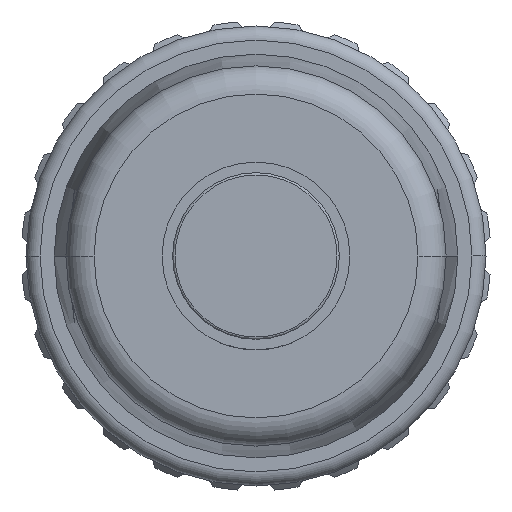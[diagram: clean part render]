
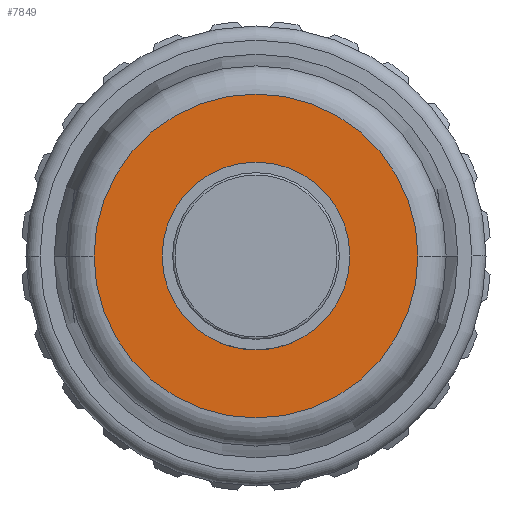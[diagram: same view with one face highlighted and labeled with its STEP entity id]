
A CAD part, front view. The second image highlights one B-rep face of the part: STEP entity #7849.
In plain terms, the highlighted planar face has unit normal (0, -1, 0).
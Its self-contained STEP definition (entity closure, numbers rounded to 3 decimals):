
#363=CARTESIAN_POINT('',(0.,60.,0.));
#364=DIRECTION('',(0.,-1.,0.));
#365=DIRECTION('',(-1.,0.,0.));
#366=AXIS2_PLACEMENT_3D('',#363,#364,#365);
#368=CARTESIAN_POINT('',(0.,60.,0.));
#369=DIRECTION('',(0.,-1.,0.));
#370=DIRECTION('',(1.,0.,0.));
#371=AXIS2_PLACEMENT_3D('',#368,#369,#370);
#681=CARTESIAN_POINT('',(0.,60.,0.));
#682=DIRECTION('',(0.,-1.,0.));
#683=DIRECTION('',(1.,0.,0.));
#684=AXIS2_PLACEMENT_3D('',#681,#682,#683);
#696=CARTESIAN_POINT('',(0.,60.,0.));
#697=DIRECTION('',(0.,1.,0.));
#698=DIRECTION('',(1.,0.,0.));
#699=AXIS2_PLACEMENT_3D('',#696,#697,#698);
#6695=CARTESIAN_POINT('',(1.5,60.,0.));
#6696=CARTESIAN_POINT('',(-1.5,60.,0.));
#6697=VERTEX_POINT('',#6695);
#6698=VERTEX_POINT('',#6696);
#6699=CARTESIAN_POINT('',(3.45,60.,0.));
#6701=VERTEX_POINT('',#6699);
#6703=CARTESIAN_POINT('',(-3.45,60.,0.));
#6705=VERTEX_POINT('',#6703);
#7832=CARTESIAN_POINT('',(0.,60.,0.));
#7833=DIRECTION('',(0.,-1.,0.));
#7834=DIRECTION('',(-1.,0.,0.));
#7835=AXIS2_PLACEMENT_3D('',#7832,#7833,#7834);
#7836=PLANE('',#7835);
#7838=ORIENTED_EDGE('',*,*,#7837,.F.);
#7840=ORIENTED_EDGE('',*,*,#7839,.T.);
#7841=EDGE_LOOP('',(#7838,#7840));
#7842=FACE_OUTER_BOUND('',#7841,.F.);
#7844=ORIENTED_EDGE('',*,*,#7843,.T.);
#7846=ORIENTED_EDGE('',*,*,#7845,.T.);
#7847=EDGE_LOOP('',(#7844,#7846));
#7848=FACE_BOUND('',#7847,.F.);
#7849=ADVANCED_FACE('',(#7842,#7848),#7836,.T.);
#367=CIRCLE('',#366,1.5);
#372=CIRCLE('',#371,1.5);
#685=CIRCLE('',#684,3.45);
#700=CIRCLE('',#699,3.45);
#7837=EDGE_CURVE('',#6701,#6705,#685,.T.);
#7839=EDGE_CURVE('',#6701,#6705,#700,.T.);
#7843=EDGE_CURVE('',#6698,#6697,#367,.T.);
#7845=EDGE_CURVE('',#6697,#6698,#372,.T.);
